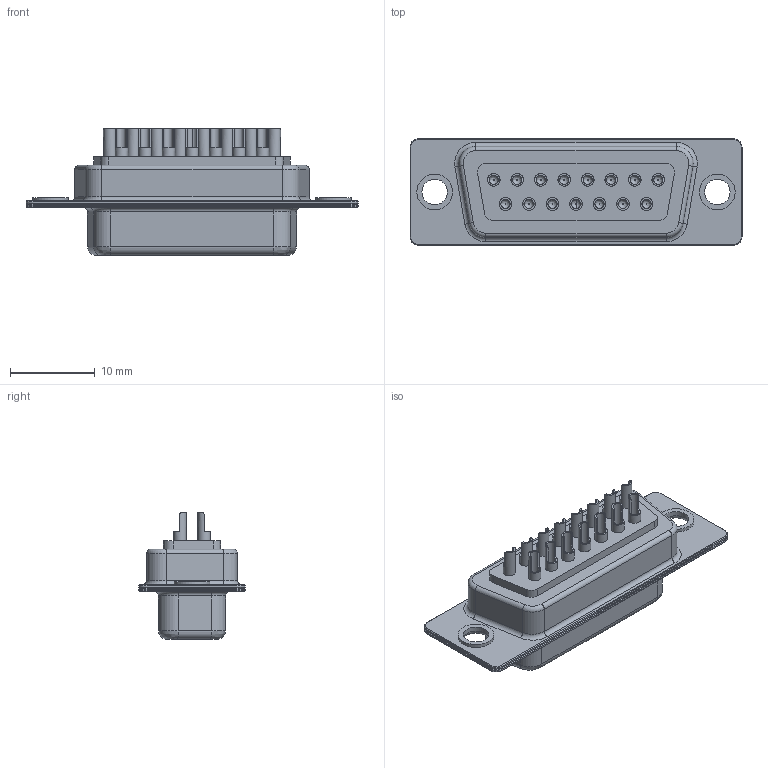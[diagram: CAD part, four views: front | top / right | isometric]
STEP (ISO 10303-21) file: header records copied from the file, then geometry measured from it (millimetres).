
FILE_DESCRIPTION(/* description */ (''),/* implementation_level */ '2;1');
FILE_NAME(/* name */ '105-15-2-3-0-Dummy.stp',/* time_stamp */ '2024-10-23T12:20:12+02:00',/* author */ ('Andreas.Larin'),/* organization */ (''),/* preprocessor_version */ 'ST-DEVELOPER v20',/* originating_system */ 'Autodesk Inventor 2025',/* authorisation */ '');
FILE_SCHEMA (('AUTOMOTIVE_DESIGN { 1 0 10303 214 3 1 1 }'));
Length unit declared in the file: millimetre
Products named in the file (1): 105-15-2-3-0-Dummy
Bounding box: 39.12 x 12.55 x 14.9 mm (x, y, z)
Volume: 2653 mm3; surface area: 2370.6 mm2
Topology: 1 solids, 1 shells, 344 faces, 818 edges, 511 vertices
Faces by surface type: cylinder 146, plane 133, cone 31, bspline 20, torus 14
Full cylindrical faces by diameter (mm): 1 x15, 1.08 x14, 1.48 x15, 3 x2, 4.2 x2
Entity records: 11411 total; most frequent: CARTESIAN_POINT 3262, ORIENTED_EDGE 1636, DIRECTION 1629, EDGE_CURVE 818, AXIS2_PLACEMENT_3D 622, VERTEX_POINT 511, LINE 385, VECTOR 385
